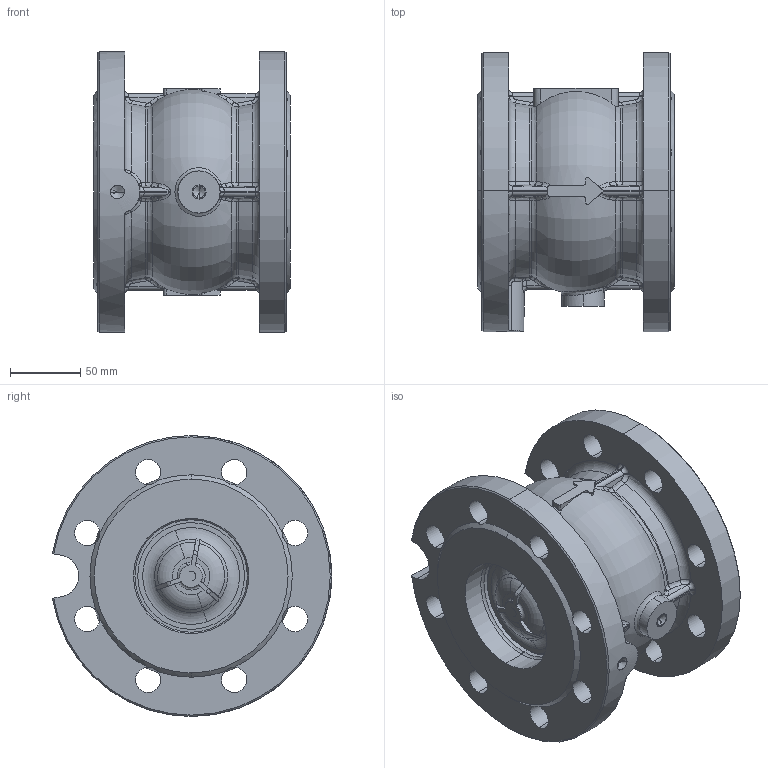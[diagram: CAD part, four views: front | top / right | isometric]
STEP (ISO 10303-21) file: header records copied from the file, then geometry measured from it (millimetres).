
FILE_DESCRIPTION (( 'STEP AP203' ), '1' );
FILE_NAME ('F5.DN080.STEP', '2012-07-26T09:44:49', ( ' ' ), ( '' ), 'SwSTEP 2.0', 'SolidWorks 2009', '' );
FILE_SCHEMA (( 'CONFIG_CONTROL_DESIGN' ));
Length unit declared in the file: millimetre
Products named in the file (1): F5.DN080
Bounding box: 140 x 198.73 x 200 mm (x, y, z)
Volume: 1394745.7 mm3; surface area: 258824.7 mm2
Topology: 1 solids, 1 shells, 508 faces, 1359 edges, 845 vertices
Faces by surface type: cylinder 144, bspline 117, plane 111, torus 86, cone 46, sphere 4
Entity records: 24225 total; most frequent: CARTESIAN_POINT 12437, ORIENTED_EDGE 2710, DIRECTION 2238, EDGE_CURVE 1355, AXIS2_PLACEMENT_3D 954, VERTEX_POINT 845, CIRCLE 562, EDGE_LOOP 542
